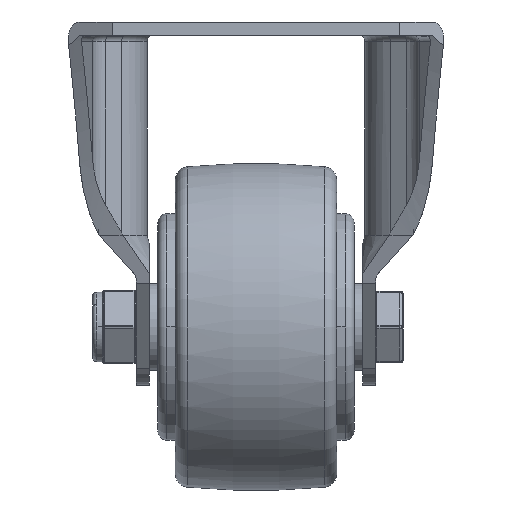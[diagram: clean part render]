
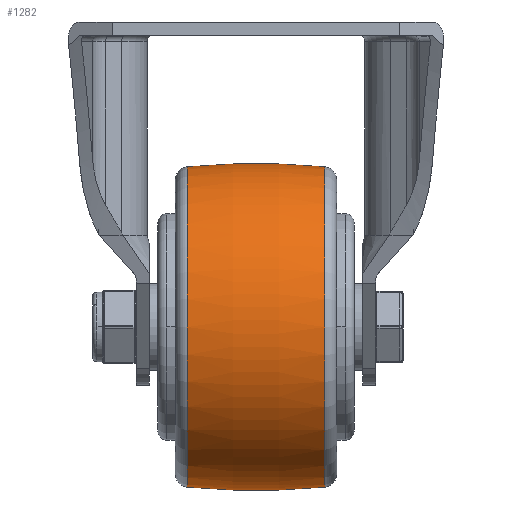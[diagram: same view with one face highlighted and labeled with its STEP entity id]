
A CAD part, left-side view. The second image highlights one B-rep face of the part: STEP entity #1282.
In plain terms, the highlighted toroidal (fillet/blend) face has major radius 134.125 mm and minor radius 171.625 mm.
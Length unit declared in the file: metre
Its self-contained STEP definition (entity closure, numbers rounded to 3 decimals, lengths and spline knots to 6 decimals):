
#1282=ADVANCED_FACE('1:4463',(#2792),#2793,.T.);
#2792=FACE_OUTER_BOUND('',#5717,.T.);
#2793=TOROIDAL_SURFACE('',#5718,-0.134125,0.171625);
#5717=EDGE_LOOP('',(#20475,#20476,#20477,#20478,#20479,#20480));
#5718=AXIS2_PLACEMENT_3D('',#20481,#20482,#20483);
#20475=ORIENTED_EDGE('',*,*,#33114,.F.);
#20476=ORIENTED_EDGE('',*,*,#33115,.T.);
#20477=ORIENTED_EDGE('',*,*,#33116,.T.);
#20478=ORIENTED_EDGE('',*,*,#33117,.F.);
#20479=ORIENTED_EDGE('',*,*,#33110,.F.);
#20480=ORIENTED_EDGE('',*,*,#33109,.F.);
#20481=CARTESIAN_POINT('',(0.0,0.0,0.0));
#20482=DIRECTION('',(0.,1.0,0.0));
#20483=DIRECTION('',(0.0,0.0,-1.0));
#33109=EDGE_CURVE('1:4520',#36565,#36568,#36569,.T.);
#33110=EDGE_CURVE('1:4520',#36568,#36570,#36571,.T.);
#33114=EDGE_CURVE('',#36577,#36565,#36578,.T.);
#33115=EDGE_CURVE('1:4517',#36577,#36579,#36580,.T.);
#33116=EDGE_CURVE('1:4517',#36579,#36581,#36582,.T.);
#33117=EDGE_CURVE('',#36570,#36581,#36583,.T.);
#36565=VERTEX_POINT('',#42222);
#36568=VERTEX_POINT('',#42225);
#36569=CIRCLE('',#42226,0.036773);
#36570=VERTEX_POINT('',#42227);
#36571=CIRCLE('',#42228,0.036773);
#36577=VERTEX_POINT('',#42234);
#36578=CIRCLE('',#42235,0.171625);
#36579=VERTEX_POINT('',#42236);
#36580=CIRCLE('',#42237,0.036773);
#36581=VERTEX_POINT('',#42238);
#36582=CIRCLE('',#42239,0.036773);
#36583=CIRCLE('',#42240,0.171625);
#42222=CARTESIAN_POINT('',(0.,0.015776,-0.036773));
#42225=CARTESIAN_POINT('',(-0.036773,0.015776,0.0));
#42226=AXIS2_PLACEMENT_3D('',#57896,#57897,#57898);
#42227=CARTESIAN_POINT('',(0.,0.015776,0.036773));
#42228=AXIS2_PLACEMENT_3D('',#57899,#57900,#57901);
#42234=CARTESIAN_POINT('',(0.,-0.015776,-0.036773));
#42235=AXIS2_PLACEMENT_3D('',#57911,#57912,#57913);
#42236=CARTESIAN_POINT('',(-0.036773,-0.015776,0.0));
#42237=AXIS2_PLACEMENT_3D('',#57914,#57915,#57916);
#42238=CARTESIAN_POINT('',(0.,-0.015776,0.036773));
#42239=AXIS2_PLACEMENT_3D('',#57917,#57918,#57919);
#42240=AXIS2_PLACEMENT_3D('',#57920,#57921,#57922);
#57896=CARTESIAN_POINT('',(0.,0.015776,0.0));
#57897=DIRECTION('',(0.,1.0,0.0));
#57898=DIRECTION('',(-1.0,0.,0.0));
#57899=CARTESIAN_POINT('',(0.,0.015776,0.0));
#57900=DIRECTION('',(0.,1.0,0.0));
#57901=DIRECTION('',(-1.0,0.,0.0));
#57911=CARTESIAN_POINT('',(0.,0.,0.134125));
#57912=DIRECTION('',(1.0,0.,0.));
#57913=DIRECTION('',(0.,0.,-1.0));
#57914=CARTESIAN_POINT('',(0.,-0.015776,0.0));
#57915=DIRECTION('',(0.,1.0,0.0));
#57916=DIRECTION('',(-1.0,0.,0.0));
#57917=CARTESIAN_POINT('',(0.,-0.015776,0.0));
#57918=DIRECTION('',(0.,1.0,0.0));
#57919=DIRECTION('',(-1.0,0.,0.0));
#57920=CARTESIAN_POINT('',(0.,0.,-0.134125));
#57921=DIRECTION('',(1.0,0.,0.));
#57922=DIRECTION('',(0.,0.,1.0));
